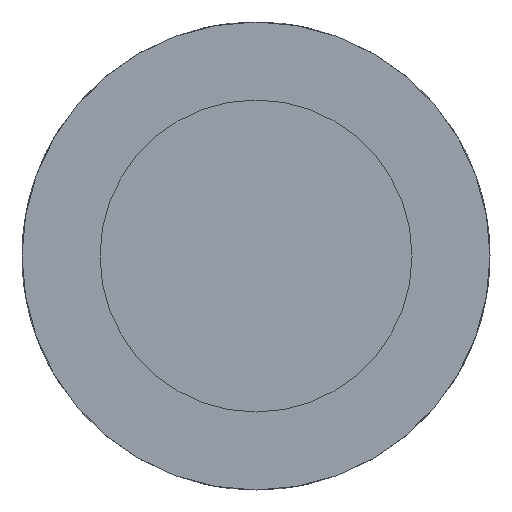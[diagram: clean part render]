
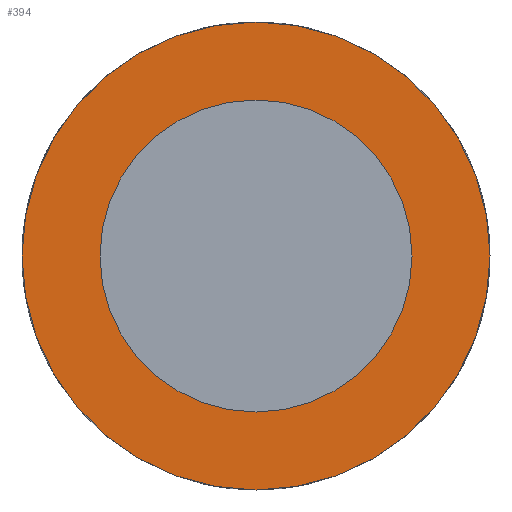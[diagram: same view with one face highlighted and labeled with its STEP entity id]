
A CAD part, front view. The second image highlights one B-rep face of the part: STEP entity #394.
In plain terms, the highlighted planar face has unit normal (0, -1, 0).
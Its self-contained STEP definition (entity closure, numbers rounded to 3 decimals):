
#19 = CARTESIAN_POINT ( 'NONE',  ( 0., 0., 1. ) ) ;
#36 = VERTEX_POINT ( 'NONE', #761 ) ;
#37 = CARTESIAN_POINT ( 'NONE',  ( 0., 0., 1.5 ) ) ;
#45 = EDGE_LOOP ( 'NONE', ( #724, #333 ) ) ;
#48 = DIRECTION ( 'NONE',  ( 0., -1., 0. ) ) ;
#57 = DIRECTION ( 'NONE',  ( 0., 0., -1. ) ) ;
#90 = AXIS2_PLACEMENT_3D ( 'NONE', #531, #579, #402 ) ;
#108 = DIRECTION ( 'NONE',  ( 0., 0., 1. ) ) ;
#129 = EDGE_CURVE ( 'NONE', #240, #36, #239, .T. ) ;
#145 = ORIENTED_EDGE ( 'NONE', *, *, #260, .F. ) ;
#147 = CARTESIAN_POINT ( 'NONE',  ( 0., 0., 0. ) ) ;
#183 = AXIS2_PLACEMENT_3D ( 'NONE', #147, #435, #508 ) ;
#193 = PLANE ( 'NONE',  #710 ) ;
#219 = FACE_BOUND ( 'NONE', #611, .T. ) ;
#239 = CIRCLE ( 'NONE', #183, 1.5 ) ;
#240 = VERTEX_POINT ( 'NONE', #37 ) ;
#247 = EDGE_CURVE ( 'NONE', #36, #240, #288, .T. ) ;
#260 = EDGE_CURVE ( 'NONE', #675, #586, #334, .T. ) ;
#288 = CIRCLE ( 'NONE', #713, 1.5 ) ;
#299 = EDGE_CURVE ( 'NONE', #586, #675, #305, .T. ) ;
#305 = CIRCLE ( 'NONE', #90, 1. ) ;
#333 = ORIENTED_EDGE ( 'NONE', *, *, #129, .F. ) ;
#334 = CIRCLE ( 'NONE', #633, 1. ) ;
#394 = ADVANCED_FACE ( 'NONE', ( #219, #460 ), #193, .F. ) ;
#402 = DIRECTION ( 'NONE',  ( 0., 0., -1. ) ) ;
#435 = DIRECTION ( 'NONE',  ( 0., 1., 0. ) ) ;
#460 = FACE_OUTER_BOUND ( 'NONE', #45, .T. ) ;
#477 = DIRECTION ( 'NONE',  ( 0., 1., 0. ) ) ;
#508 = DIRECTION ( 'NONE',  ( 0., 0., 1. ) ) ;
#510 = CARTESIAN_POINT ( 'NONE',  ( 0., 0., 0. ) ) ;
#531 = CARTESIAN_POINT ( 'NONE',  ( 0., 0., 0. ) ) ;
#579 = DIRECTION ( 'NONE',  ( 0., -1., 0. ) ) ;
#586 = VERTEX_POINT ( 'NONE', #19 ) ;
#589 = CARTESIAN_POINT ( 'NONE',  ( 0., 0., 0. ) ) ;
#611 = EDGE_LOOP ( 'NONE', ( #667, #145 ) ) ;
#633 = AXIS2_PLACEMENT_3D ( 'NONE', #696, #48, #57 ) ;
#648 = CARTESIAN_POINT ( 'NONE',  ( 0., 0., -1. ) ) ;
#667 = ORIENTED_EDGE ( 'NONE', *, *, #299, .F. ) ;
#675 = VERTEX_POINT ( 'NONE', #648 ) ;
#683 = DIRECTION ( 'NONE',  ( 0., 0., 1. ) ) ;
#687 = DIRECTION ( 'NONE',  ( 0., 1., 0. ) ) ;
#696 = CARTESIAN_POINT ( 'NONE',  ( 0., 0., 0. ) ) ;
#710 = AXIS2_PLACEMENT_3D ( 'NONE', #510, #687, #683 ) ;
#713 = AXIS2_PLACEMENT_3D ( 'NONE', #589, #477, #108 ) ;
#724 = ORIENTED_EDGE ( 'NONE', *, *, #247, .F. ) ;
#761 = CARTESIAN_POINT ( 'NONE',  ( 0., 0., -1.5 ) ) ;
